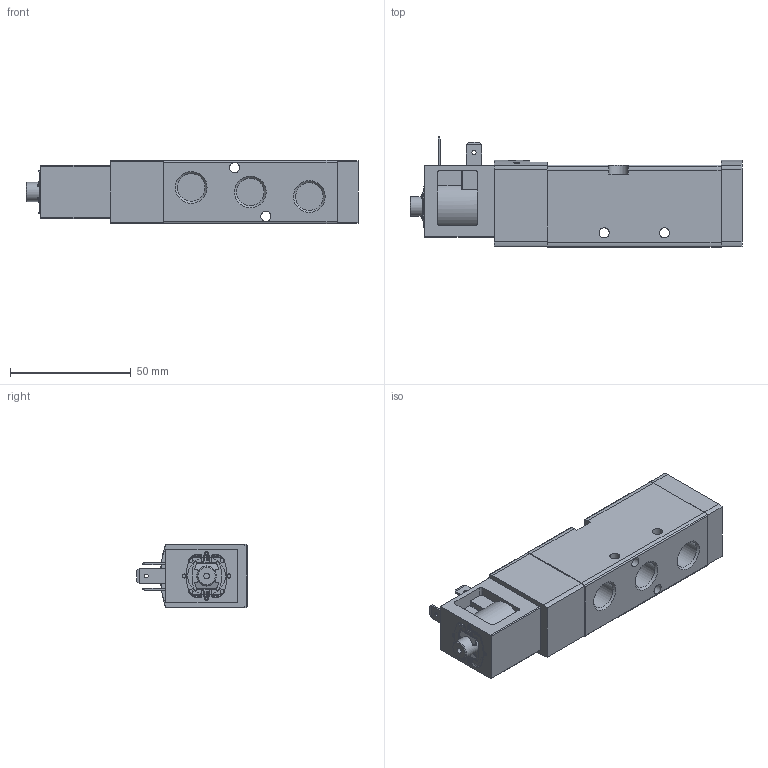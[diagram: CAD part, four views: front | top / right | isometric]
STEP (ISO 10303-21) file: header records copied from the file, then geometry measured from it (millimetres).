
FILE_DESCRIPTION(/* description */ ('STEP AP214'),/* implementation_level */ '2;1');
FILE_NAME(/* name */ '8043218_VUVS-LK25-M52-AD-G14-1B2-S',/* time_stamp */ '2024-09-15T02:23:16+02:00',/* author */ ('License CC BY-ND 4.0'),/* organization */ ('CADENAS'),/* preprocessor_version */ 'ST-DEVELOPER v19.3',/* originating_system */ 'PARTsolutions',/* authorisation */ ' ');
FILE_SCHEMA (('AUTOMOTIVE_DESIGN {1 0 10303 214 3 1 1}'));
Length unit declared in the file: millimetre
Products named in the file (4): 8043218 VUVS-LK25-M52-AD-G14-1B2-S; 8043218 VUVS-LK25-M52-D-G14-1B2_p---(-_0_0); 8200709 VACF-LK25; 8089671 VACX---(clip)
Assembly tree (3 placements, depth 2):
  8043218 VUVS-LK25-M52-AD-G14-1B2-S
    8043218 VUVS-LK25-M52-D-G14-1B2_p---(-_0_0)
    8200709 VACF-LK25
    8089671 VACX---(clip)
Bounding box: 137.75 x 45.9 x 26.5 mm (x, y, z)
Volume: 101924.2 mm3; surface area: 25262.4 mm2
Topology: 3 solids, 3 shells, 373 faces, 935 edges, 612 vertices
Faces by surface type: plane 186, cylinder 161, torus 19, cone 7
Full cylindrical faces by diameter (mm): 1.65 x1, 1.75 x18, 2.4 x3, 2.459 x1, 2.6 x2, 3.3 x1, 4.2 x4, 4.3 x1, 7.4 x1, 8 x2, 8.15 x1, 10 x1, 11.445 x5, 15.6 x2
Entity records: 12831 total; most frequent: CARTESIAN_POINT 2005, DIRECTION 1922, ORIENTED_EDGE 1714, EDGE_CURVE 857, AXIS2_PLACEMENT_3D 736, VERTEX_POINT 603, EDGE_LOOP 504, FACE_BOUND 504
